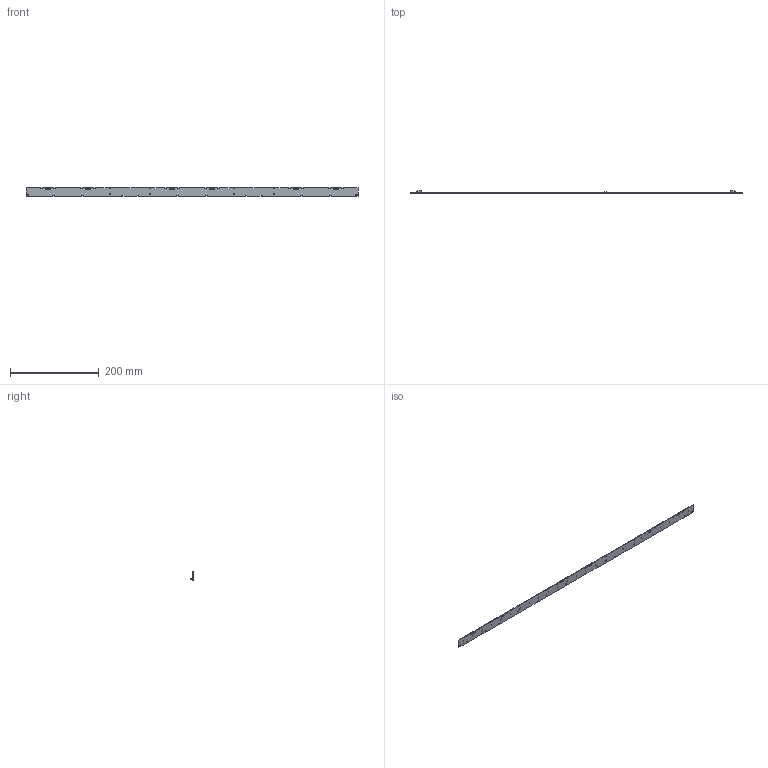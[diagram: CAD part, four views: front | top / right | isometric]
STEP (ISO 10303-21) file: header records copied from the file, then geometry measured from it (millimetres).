
FILE_DESCRIPTION (( 'STEP AP214' ), '1' );
FILE_NAME ('WU-M-559.STEP', '2017-05-10T12:09:49', ( 'Admin' ), ( 'Microsoft' ), 'SwSTEP 2.0', 'SolidWorks 2017', '' );
FILE_SCHEMA (( 'AUTOMOTIVE_DESIGN' ));
Length unit declared in the file: millimetre
Products named in the file (34): 2060_401; Nichia NFSL757GT; PCB-Base WU-M-559; WU-M-559; DO214AC
Assembly tree (29 placements, depth 2):
  2060_401
  Nichia NFSL757GT
  2060_401
  Nichia NFSL757GT
  PCB-Base WU-M-559
Bounding box: 749.57 x 5.96 x 20 mm (x, y, z)
Volume: 23918.7 mm3; surface area: 33536.8 mm2
Topology: 29 solids, 29 shells, 2608 faces, 6865 edges, 4556 vertices
Faces by surface type: plane 1945, cylinder 583, bspline 80
Entity records: 61402 total; most frequent: CARTESIAN_POINT 11426, ORIENTED_EDGE 7940, DIRECTION 7458, EDGE_CURVE 3970, VECTOR 2888, LINE 2888, VERTEX_POINT 2633, AXIS2_PLACEMENT_3D 2285
